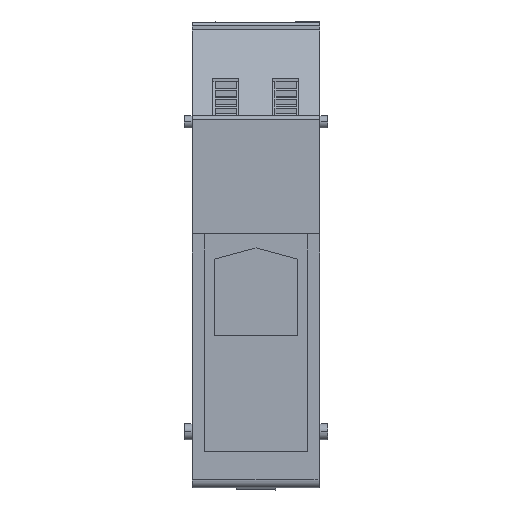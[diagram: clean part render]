
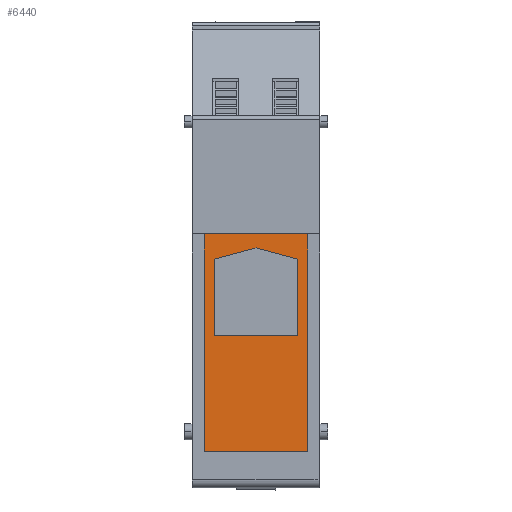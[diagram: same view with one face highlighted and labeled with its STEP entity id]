
A CAD part, front view. The second image highlights one B-rep face of the part: STEP entity #6440.
In plain terms, the highlighted planar face has unit normal (0, -1, 0).
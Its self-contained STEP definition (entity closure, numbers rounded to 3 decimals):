
#6390=AXIS2_PLACEMENT_3D('Plane Axis2P3D',#6387,#6388,#6389) ;
#2840=CARTESIAN_POINT('Vertex',(5.,21.,64.038)) ;
#2847=CARTESIAN_POINT('Vertex',(5.,21.,9.538)) ;
#2850=CARTESIAN_POINT('Line Origine',(5.,21.,36.788)) ;
#2864=CARTESIAN_POINT('Line Origine',(18.,21.,64.038)) ;
#2868=CARTESIAN_POINT('Vertex',(31.,21.,64.038)) ;
#6271=CARTESIAN_POINT('Vertex',(31.,21.,9.538)) ;
#6274=CARTESIAN_POINT('Line Origine',(31.,21.,36.788)) ;
#6288=CARTESIAN_POINT('Line Origine',(18.,21.,9.538)) ;
#6387=CARTESIAN_POINT('Axis2P3D Location',(2.,21.,7.038)) ;
#6398=CARTESIAN_POINT('Line Origine',(23.25,21.,59.131)) ;
#6402=CARTESIAN_POINT('Vertex',(28.5,21.,57.724)) ;
#6404=CARTESIAN_POINT('Vertex',(18.,21.,60.538)) ;
#6407=CARTESIAN_POINT('Line Origine',(28.5,21.,48.131)) ;
#6411=CARTESIAN_POINT('Vertex',(28.5,21.,38.538)) ;
#6414=CARTESIAN_POINT('Line Origine',(18.,21.,38.538)) ;
#6418=CARTESIAN_POINT('Vertex',(7.5,21.,38.538)) ;
#6421=CARTESIAN_POINT('Line Origine',(7.5,21.,48.131)) ;
#6425=CARTESIAN_POINT('Vertex',(7.5,21.,57.724)) ;
#6428=CARTESIAN_POINT('Line Origine',(12.75,21.,59.131)) ;
#2851=DIRECTION('Vector Direction',(0.,0.,-1.)) ;
#2865=DIRECTION('Vector Direction',(-1.,0.,0.)) ;
#6275=DIRECTION('Vector Direction',(0.,0.,1.)) ;
#6289=DIRECTION('Vector Direction',(1.,0.,0.)) ;
#6388=DIRECTION('Axis2P3D Direction',(0.,-1.,0.)) ;
#6389=DIRECTION('Axis2P3D XDirection',(0.,0.,-1.)) ;
#6399=DIRECTION('Vector Direction',(-0.966,0.,0.259)) ;
#6408=DIRECTION('Vector Direction',(0.,0.,1.)) ;
#6415=DIRECTION('Vector Direction',(1.,0.,0.)) ;
#6422=DIRECTION('Vector Direction',(0.,0.,-1.)) ;
#6429=DIRECTION('Vector Direction',(0.966,0.,0.259)) ;
#2852=VECTOR('Line Direction',#2851,1.) ;
#2866=VECTOR('Line Direction',#2865,1.) ;
#6276=VECTOR('Line Direction',#6275,1.) ;
#6290=VECTOR('Line Direction',#6289,1.) ;
#6400=VECTOR('Line Direction',#6399,1.) ;
#6409=VECTOR('Line Direction',#6408,1.) ;
#6416=VECTOR('Line Direction',#6415,1.) ;
#6423=VECTOR('Line Direction',#6422,1.) ;
#6430=VECTOR('Line Direction',#6429,1.) ;
#6393=ORIENTED_EDGE('',*,*,#2854,.T.) ;
#6394=ORIENTED_EDGE('',*,*,#6292,.T.) ;
#6395=ORIENTED_EDGE('',*,*,#6278,.T.) ;
#6396=ORIENTED_EDGE('',*,*,#2870,.T.) ;
#6434=ORIENTED_EDGE('',*,*,#6406,.F.) ;
#6435=ORIENTED_EDGE('',*,*,#6413,.F.) ;
#6436=ORIENTED_EDGE('',*,*,#6420,.F.) ;
#6437=ORIENTED_EDGE('',*,*,#6427,.F.) ;
#6438=ORIENTED_EDGE('',*,*,#6432,.F.) ;
#6439=FACE_BOUND('',#6433,.T.) ;
#6440=ADVANCED_FACE('ISGH',(#6397,#6439),#6391,.T.) ;
#2854=EDGE_CURVE('',#2841,#2848,#2853,.T.) ;
#2870=EDGE_CURVE('',#2869,#2841,#2867,.T.) ;
#6278=EDGE_CURVE('',#6272,#2869,#6277,.T.) ;
#6292=EDGE_CURVE('',#2848,#6272,#6291,.T.) ;
#6406=EDGE_CURVE('',#6403,#6405,#6401,.T.) ;
#6413=EDGE_CURVE('',#6412,#6403,#6410,.T.) ;
#6420=EDGE_CURVE('',#6419,#6412,#6417,.T.) ;
#6427=EDGE_CURVE('',#6426,#6419,#6424,.T.) ;
#6432=EDGE_CURVE('',#6405,#6426,#6431,.F.) ;
#6392=EDGE_LOOP('',(#6393,#6394,#6395,#6396)) ;
#6433=EDGE_LOOP('',(#6434,#6435,#6436,#6437,#6438)) ;
#6397=FACE_OUTER_BOUND('',#6392,.T.) ;
#2853=LINE('Line',#2850,#2852) ;
#2867=LINE('Line',#2864,#2866) ;
#6277=LINE('Line',#6274,#6276) ;
#6291=LINE('Line',#6288,#6290) ;
#6401=LINE('Line',#6398,#6400) ;
#6410=LINE('Line',#6407,#6409) ;
#6417=LINE('Line',#6414,#6416) ;
#6424=LINE('Line',#6421,#6423) ;
#6431=LINE('Line',#6428,#6430) ;
#6391=PLANE('',#6390) ;
#2841=VERTEX_POINT('',#2840) ;
#2848=VERTEX_POINT('',#2847) ;
#2869=VERTEX_POINT('',#2868) ;
#6272=VERTEX_POINT('',#6271) ;
#6403=VERTEX_POINT('',#6402) ;
#6405=VERTEX_POINT('',#6404) ;
#6412=VERTEX_POINT('',#6411) ;
#6419=VERTEX_POINT('',#6418) ;
#6426=VERTEX_POINT('',#6425) ;
